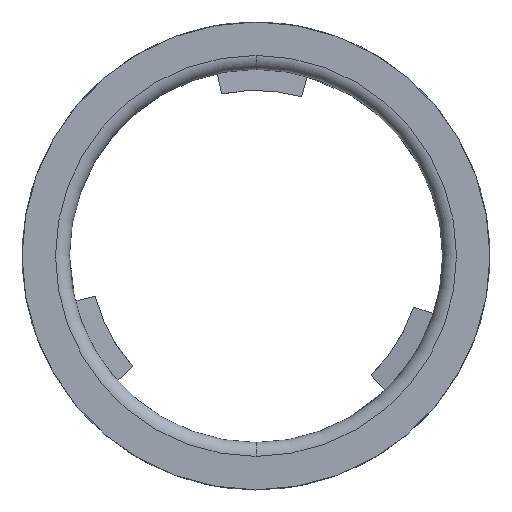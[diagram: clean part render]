
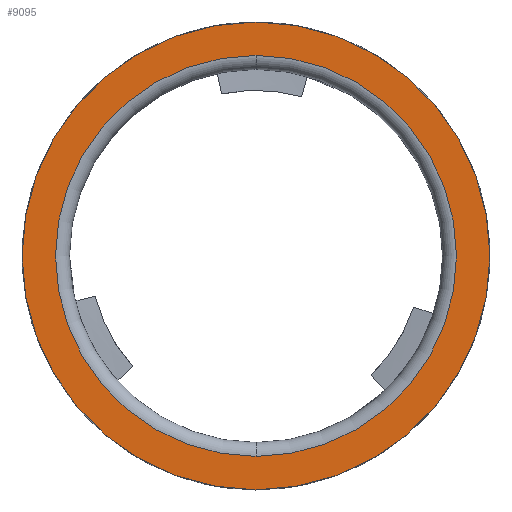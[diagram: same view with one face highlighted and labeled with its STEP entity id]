
A CAD part, top view. The second image highlights one B-rep face of the part: STEP entity #9095.
In plain terms, the highlighted planar face has unit normal (0, 0, 1).
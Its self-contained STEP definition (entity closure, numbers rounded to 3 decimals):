
#655 = DIRECTION ( 'NONE',  ( 0., 0., -1. ) ) ;
#728 = VERTEX_POINT ( 'NONE', #3716 ) ;
#953 = DIRECTION ( 'NONE',  ( 0., 1., 0. ) ) ;
#1320 = ORIENTED_EDGE ( 'NONE', *, *, #4883, .F. ) ;
#1424 = VERTEX_POINT ( 'NONE', #3050 ) ;
#1698 = CARTESIAN_POINT ( 'NONE',  ( 0., 0., 0. ) ) ;
#1860 = CARTESIAN_POINT ( 'NONE',  ( 0., -16.8, 0. ) ) ;
#2131 = AXIS2_PLACEMENT_3D ( 'NONE', #2593, #11202, #8217 ) ;
#2263 = DIRECTION ( 'NONE',  ( 0., 0., 1. ) ) ;
#2519 = EDGE_LOOP ( 'NONE', ( #7962, #8909 ) ) ;
#2521 = FACE_BOUND ( 'NONE', #2519, .T. ) ;
#2593 = CARTESIAN_POINT ( 'NONE',  ( 0., 0., 0. ) ) ;
#3050 = CARTESIAN_POINT ( 'NONE',  ( 0., 14.4, 0. ) ) ;
#3069 = CIRCLE ( 'NONE', #7829, 16.8 ) ;
#3128 = AXIS2_PLACEMENT_3D ( 'NONE', #11749, #2263, #5227 ) ;
#3716 = CARTESIAN_POINT ( 'NONE',  ( 0., 16.8, 0. ) ) ;
#4447 = PLANE ( 'NONE',  #2131 ) ;
#4883 = EDGE_CURVE ( 'NONE', #728, #8642, #7588, .T. ) ;
#4979 = VERTEX_POINT ( 'NONE', #7865 ) ;
#5209 = CARTESIAN_POINT ( 'NONE',  ( 0., 0., 0. ) ) ;
#5227 = DIRECTION ( 'NONE',  ( 0., 1., 0. ) ) ;
#6316 = DIRECTION ( 'NONE',  ( 0., 1., 0. ) ) ;
#6734 = EDGE_CURVE ( 'NONE', #728, #8642, #3069, .T. ) ;
#6809 = CARTESIAN_POINT ( 'NONE',  ( 0., 0., 0. ) ) ;
#6990 = AXIS2_PLACEMENT_3D ( 'NONE', #6809, #10605, #953 ) ;
#7230 = FACE_OUTER_BOUND ( 'NONE', #10142, .T. ) ;
#7470 = CIRCLE ( 'NONE', #10239, 14.4 ) ;
#7554 = DIRECTION ( 'NONE',  ( 0., 1., 0. ) ) ;
#7588 = CIRCLE ( 'NONE', #6990, 16.8 ) ;
#7829 = AXIS2_PLACEMENT_3D ( 'NONE', #1698, #12050, #7554 ) ;
#7865 = CARTESIAN_POINT ( 'NONE',  ( 0., -14.4, 0. ) ) ;
#7956 = ORIENTED_EDGE ( 'NONE', *, *, #6734, .T. ) ;
#7962 = ORIENTED_EDGE ( 'NONE', *, *, #10370, .F. ) ;
#8217 = DIRECTION ( 'NONE',  ( 0., -1., 0. ) ) ;
#8642 = VERTEX_POINT ( 'NONE', #1860 ) ;
#8909 = ORIENTED_EDGE ( 'NONE', *, *, #9844, .T. ) ;
#9095 = ADVANCED_FACE ( 'NONE', ( #7230, #2521 ), #4447, .F. ) ;
#9844 = EDGE_CURVE ( 'NONE', #1424, #4979, #7470, .T. ) ;
#9867 = CIRCLE ( 'NONE', #3128, 14.4 ) ;
#10142 = EDGE_LOOP ( 'NONE', ( #1320, #7956 ) ) ;
#10239 = AXIS2_PLACEMENT_3D ( 'NONE', #5209, #655, #6316 ) ;
#10370 = EDGE_CURVE ( 'NONE', #1424, #4979, #9867, .T. ) ;
#10605 = DIRECTION ( 'NONE',  ( 0., 0., -1. ) ) ;
#11202 = DIRECTION ( 'NONE',  ( 0., 0., -1. ) ) ;
#11749 = CARTESIAN_POINT ( 'NONE',  ( 0., 0., 0. ) ) ;
#12050 = DIRECTION ( 'NONE',  ( 0., 0., 1. ) ) ;
